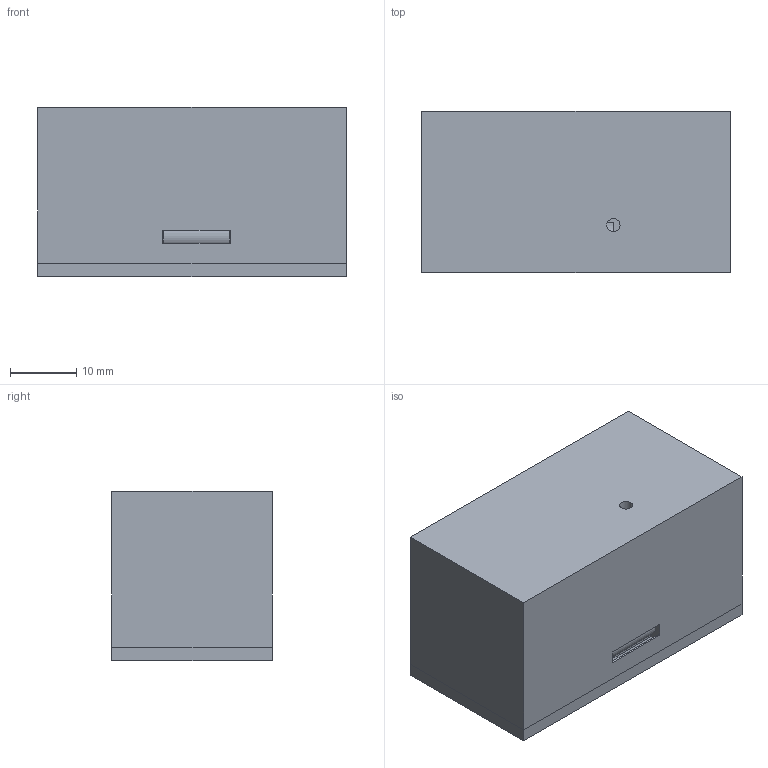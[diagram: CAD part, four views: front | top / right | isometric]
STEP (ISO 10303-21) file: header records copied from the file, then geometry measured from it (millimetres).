
FILE_DESCRIPTION(/* description */ (''),/* implementation_level */ '2;1');
FILE_NAME(/* name */ 'Step Model.step',/* time_stamp */ '2021-03-17T20:21:45+01:00',/* author */ (''),/* organization */ (''),/* preprocessor_version */ 'ST-DEVELOPER v18.1',/* originating_system */ 'Autodesk Translation Framework v9.10.0.1330',/* authorisation */ '');
FILE_SCHEMA (('AUTOMOTIVE_DESIGN { 1 0 10303 214 3 1 1 }'));
Length unit declared in the file: millimetre
Products named in the file (1): Step Model
Bounding box: 46.55 x 24.27 x 25.5 mm (x, y, z)
Volume: 11702.6 mm3; surface area: 11003.7 mm2
Topology: 2 solids, 2 shells, 57 faces, 151 edges, 100 vertices
Faces by surface type: plane 46, cylinder 11
Full cylindrical faces by diameter (mm): 2 x2
Entity records: 1818 total; most frequent: CARTESIAN_POINT 331, ORIENTED_EDGE 302, DIRECTION 291, EDGE_CURVE 151, LINE 125, VECTOR 125, VERTEX_POINT 100, AXIS2_PLACEMENT_3D 83
